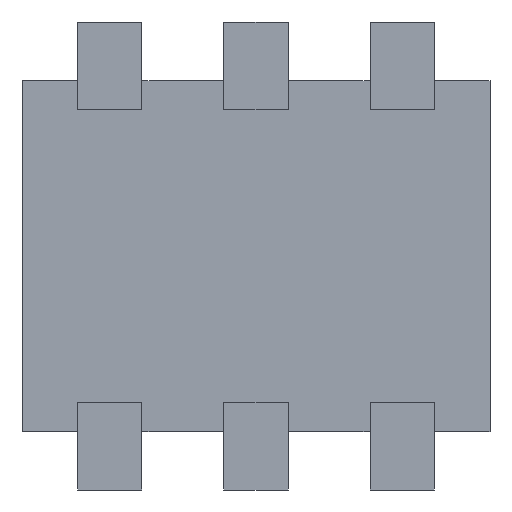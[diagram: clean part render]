
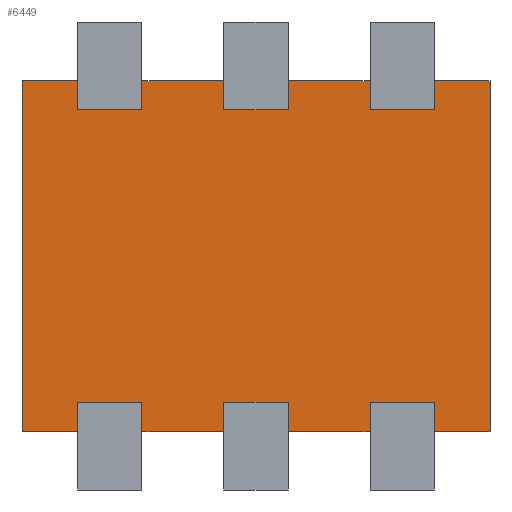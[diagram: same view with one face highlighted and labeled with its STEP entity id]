
A CAD part, front view. The second image highlights one B-rep face of the part: STEP entity #6449.
In plain terms, the highlighted planar face has unit normal (0, -1, 0).
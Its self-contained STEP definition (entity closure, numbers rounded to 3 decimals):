
#270=PLANE('',#6689);
#596=FACE_OUTER_BOUND('',#947,.T.);
#947=EDGE_LOOP('',(#5627,#5628,#5629,#5630,#5631,#5632,#5633,#5634,#5635,
#5636,#5637,#5638,#5639,#5640,#5641,#5642,#5643,#5644,#5645,#5646,#5647,
#5648,#5649,#5650,#5651,#5652,#5653,#5654));
#1409=LINE('',#11216,#1986);
#1413=LINE('',#11224,#1990);
#1418=LINE('',#11234,#1995);
#1426=LINE('',#11251,#2003);
#1430=LINE('',#11259,#2007);
#1435=LINE('',#11269,#2012);
#1443=LINE('',#11286,#2020);
#1447=LINE('',#11294,#2024);
#1452=LINE('',#11304,#2029);
#1460=LINE('',#11320,#2037);
#1463=LINE('',#11324,#2040);
#1464=LINE('',#11325,#2041);
#1465=LINE('',#11326,#2042);
#1466=LINE('',#11330,#2043);
#1470=LINE('',#11338,#2047);
#1475=LINE('',#11348,#2052);
#1483=LINE('',#11365,#2060);
#1487=LINE('',#11373,#2064);
#1492=LINE('',#11383,#2069);
#1500=LINE('',#11400,#2077);
#1504=LINE('',#11408,#2081);
#1509=LINE('',#11418,#2086);
#1517=LINE('',#11434,#2094);
#1520=LINE('',#11438,#2097);
#1521=LINE('',#11439,#2098);
#1522=LINE('',#11440,#2099);
#1523=LINE('',#11442,#2100);
#1524=LINE('',#11444,#2101);
#1986=VECTOR('',#7535,10.);
#1990=VECTOR('',#7541,10.);
#1995=VECTOR('',#7548,10.);
#2003=VECTOR('',#7564,10.);
#2007=VECTOR('',#7570,10.);
#2012=VECTOR('',#7577,10.);
#2020=VECTOR('',#7593,10.);
#2024=VECTOR('',#7599,10.);
#2029=VECTOR('',#7606,10.);
#2037=VECTOR('',#7622,10.);
#2040=VECTOR('',#7625,10.);
#2041=VECTOR('',#7626,10.);
#2042=VECTOR('',#7627,10.);
#2043=VECTOR('',#7630,10.);
#2047=VECTOR('',#7636,10.);
#2052=VECTOR('',#7643,10.);
#2060=VECTOR('',#7659,10.);
#2064=VECTOR('',#7665,10.);
#2069=VECTOR('',#7672,10.);
#2077=VECTOR('',#7688,10.);
#2081=VECTOR('',#7694,10.);
#2086=VECTOR('',#7701,10.);
#2094=VECTOR('',#7717,10.);
#2097=VECTOR('',#7720,10.);
#2098=VECTOR('',#7721,10.);
#2099=VECTOR('',#7722,10.);
#2100=VECTOR('',#7725,10.);
#2101=VECTOR('',#7728,10.);
#2882=VERTEX_POINT('',#11214);
#2883=VERTEX_POINT('',#11215);
#2886=VERTEX_POINT('',#11223);
#2890=VERTEX_POINT('',#11233);
#2894=VERTEX_POINT('',#11249);
#2895=VERTEX_POINT('',#11250);
#2898=VERTEX_POINT('',#11258);
#2902=VERTEX_POINT('',#11268);
#2906=VERTEX_POINT('',#11284);
#2907=VERTEX_POINT('',#11285);
#2910=VERTEX_POINT('',#11293);
#2914=VERTEX_POINT('',#11303);
#2918=VERTEX_POINT('',#11319);
#2919=VERTEX_POINT('',#11322);
#2920=VERTEX_POINT('',#11328);
#2921=VERTEX_POINT('',#11329);
#2924=VERTEX_POINT('',#11337);
#2928=VERTEX_POINT('',#11347);
#2932=VERTEX_POINT('',#11363);
#2933=VERTEX_POINT('',#11364);
#2936=VERTEX_POINT('',#11372);
#2940=VERTEX_POINT('',#11382);
#2944=VERTEX_POINT('',#11398);
#2945=VERTEX_POINT('',#11399);
#2948=VERTEX_POINT('',#11407);
#2952=VERTEX_POINT('',#11417);
#2956=VERTEX_POINT('',#11433);
#2957=VERTEX_POINT('',#11436);
#3741=EDGE_CURVE('',#2882,#2883,#1409,.T.);
#3745=EDGE_CURVE('',#2886,#2882,#1413,.T.);
#3750=EDGE_CURVE('',#2883,#2890,#1418,.T.);
#3758=EDGE_CURVE('',#2894,#2895,#1426,.T.);
#3762=EDGE_CURVE('',#2898,#2894,#1430,.T.);
#3767=EDGE_CURVE('',#2895,#2902,#1435,.T.);
#3775=EDGE_CURVE('',#2906,#2907,#1443,.T.);
#3779=EDGE_CURVE('',#2910,#2906,#1447,.T.);
#3784=EDGE_CURVE('',#2907,#2914,#1452,.T.);
#3792=EDGE_CURVE('',#2886,#2918,#1460,.T.);
#3795=EDGE_CURVE('',#2919,#2902,#1463,.T.);
#3796=EDGE_CURVE('',#2898,#2914,#1464,.T.);
#3797=EDGE_CURVE('',#2910,#2890,#1465,.T.);
#3798=EDGE_CURVE('',#2920,#2921,#1466,.T.);
#3802=EDGE_CURVE('',#2924,#2920,#1470,.T.);
#3807=EDGE_CURVE('',#2921,#2928,#1475,.T.);
#3815=EDGE_CURVE('',#2932,#2933,#1483,.T.);
#3819=EDGE_CURVE('',#2936,#2932,#1487,.T.);
#3824=EDGE_CURVE('',#2933,#2940,#1492,.T.);
#3832=EDGE_CURVE('',#2944,#2945,#1500,.T.);
#3836=EDGE_CURVE('',#2948,#2944,#1504,.T.);
#3841=EDGE_CURVE('',#2945,#2952,#1509,.T.);
#3849=EDGE_CURVE('',#2924,#2956,#1517,.T.);
#3852=EDGE_CURVE('',#2957,#2940,#1520,.T.);
#3853=EDGE_CURVE('',#2936,#2952,#1521,.T.);
#3854=EDGE_CURVE('',#2948,#2928,#1522,.T.);
#3855=EDGE_CURVE('',#2918,#2957,#1523,.T.);
#3856=EDGE_CURVE('',#2956,#2919,#1524,.T.);
#5627=ORIENTED_EDGE('',*,*,#3750,.T.);
#5628=ORIENTED_EDGE('',*,*,#3797,.F.);
#5629=ORIENTED_EDGE('',*,*,#3779,.T.);
#5630=ORIENTED_EDGE('',*,*,#3775,.T.);
#5631=ORIENTED_EDGE('',*,*,#3784,.T.);
#5632=ORIENTED_EDGE('',*,*,#3796,.F.);
#5633=ORIENTED_EDGE('',*,*,#3762,.T.);
#5634=ORIENTED_EDGE('',*,*,#3758,.T.);
#5635=ORIENTED_EDGE('',*,*,#3767,.T.);
#5636=ORIENTED_EDGE('',*,*,#3795,.F.);
#5637=ORIENTED_EDGE('',*,*,#3856,.F.);
#5638=ORIENTED_EDGE('',*,*,#3849,.F.);
#5639=ORIENTED_EDGE('',*,*,#3802,.T.);
#5640=ORIENTED_EDGE('',*,*,#3798,.T.);
#5641=ORIENTED_EDGE('',*,*,#3807,.T.);
#5642=ORIENTED_EDGE('',*,*,#3854,.F.);
#5643=ORIENTED_EDGE('',*,*,#3836,.T.);
#5644=ORIENTED_EDGE('',*,*,#3832,.T.);
#5645=ORIENTED_EDGE('',*,*,#3841,.T.);
#5646=ORIENTED_EDGE('',*,*,#3853,.F.);
#5647=ORIENTED_EDGE('',*,*,#3819,.T.);
#5648=ORIENTED_EDGE('',*,*,#3815,.T.);
#5649=ORIENTED_EDGE('',*,*,#3824,.T.);
#5650=ORIENTED_EDGE('',*,*,#3852,.F.);
#5651=ORIENTED_EDGE('',*,*,#3855,.F.);
#5652=ORIENTED_EDGE('',*,*,#3792,.F.);
#5653=ORIENTED_EDGE('',*,*,#3745,.T.);
#5654=ORIENTED_EDGE('',*,*,#3741,.T.);
#6449=ADVANCED_FACE('',(#596),#270,.F.);
#6689=AXIS2_PLACEMENT_3D('',#11446,#7731,#7732);
#7535=DIRECTION('',(1.,0.,0.));
#7541=DIRECTION('',(0.,0.,1.));
#7548=DIRECTION('',(0.,0.,-1.));
#7564=DIRECTION('',(1.,0.,0.));
#7570=DIRECTION('',(0.,0.,1.));
#7577=DIRECTION('',(0.,0.,-1.));
#7593=DIRECTION('',(1.,0.,0.));
#7599=DIRECTION('',(0.,0.,1.));
#7606=DIRECTION('',(0.,0.,-1.));
#7622=DIRECTION('',(-1.,0.,0.));
#7625=DIRECTION('',(-1.,0.,0.));
#7626=DIRECTION('',(-1.,0.,0.));
#7627=DIRECTION('',(-1.,0.,0.));
#7630=DIRECTION('',(-1.,0.,0.));
#7636=DIRECTION('',(0.,0.,-1.));
#7643=DIRECTION('',(0.,0.,1.));
#7659=DIRECTION('',(-1.,0.,0.));
#7665=DIRECTION('',(0.,0.,-1.));
#7672=DIRECTION('',(0.,0.,1.));
#7688=DIRECTION('',(-1.,0.,0.));
#7694=DIRECTION('',(0.,0.,-1.));
#7701=DIRECTION('',(0.,0.,1.));
#7717=DIRECTION('',(1.,0.,0.));
#7720=DIRECTION('',(1.,0.,0.));
#7721=DIRECTION('',(1.,0.,0.));
#7722=DIRECTION('',(1.,0.,0.));
#7725=DIRECTION('',(0.,0.,1.));
#7728=DIRECTION('',(0.,0.,-1.));
#7731=DIRECTION('center_axis',(0.,1.,0.));
#7732=DIRECTION('ref_axis',(0.,0.,1.));
#11214=CARTESIAN_POINT('',(-0.61,0.02,-0.5));
#11215=CARTESIAN_POINT('',(-0.39,0.02,-0.5));
#11216=CARTESIAN_POINT('',(-0.305,0.02,-0.5));
#11223=CARTESIAN_POINT('',(-0.61,0.02,-0.6));
#11224=CARTESIAN_POINT('',(-0.61,0.02,-0.4));
#11233=CARTESIAN_POINT('',(-0.39,0.02,-0.6));
#11234=CARTESIAN_POINT('',(-0.39,0.02,-0.25));
#11249=CARTESIAN_POINT('',(0.39,0.02,-0.5));
#11250=CARTESIAN_POINT('',(0.61,0.02,-0.5));
#11251=CARTESIAN_POINT('',(0.195,0.02,-0.5));
#11258=CARTESIAN_POINT('',(0.39,0.02,-0.6));
#11259=CARTESIAN_POINT('',(0.39,0.02,-0.4));
#11268=CARTESIAN_POINT('',(0.61,0.02,-0.6));
#11269=CARTESIAN_POINT('',(0.61,0.02,-0.25));
#11284=CARTESIAN_POINT('',(-0.11,0.02,-0.5));
#11285=CARTESIAN_POINT('',(0.11,0.02,-0.5));
#11286=CARTESIAN_POINT('',(-0.055,0.02,-0.5));
#11293=CARTESIAN_POINT('',(-0.11,0.02,-0.6));
#11294=CARTESIAN_POINT('',(-0.11,0.02,-0.4));
#11303=CARTESIAN_POINT('',(0.11,0.02,-0.6));
#11304=CARTESIAN_POINT('',(0.11,0.02,-0.25));
#11319=CARTESIAN_POINT('',(-0.8,0.02,-0.6));
#11320=CARTESIAN_POINT('',(0.8,0.02,-0.6));
#11322=CARTESIAN_POINT('',(0.8,0.02,-0.6));
#11324=CARTESIAN_POINT('',(0.8,0.02,-0.6));
#11325=CARTESIAN_POINT('',(0.8,0.02,-0.6));
#11326=CARTESIAN_POINT('',(0.8,0.02,-0.6));
#11328=CARTESIAN_POINT('',(0.61,0.02,0.5));
#11329=CARTESIAN_POINT('',(0.39,0.02,0.5));
#11330=CARTESIAN_POINT('',(0.305,0.02,0.5));
#11337=CARTESIAN_POINT('',(0.61,0.02,0.6));
#11338=CARTESIAN_POINT('',(0.61,0.02,0.4));
#11347=CARTESIAN_POINT('',(0.39,0.02,0.6));
#11348=CARTESIAN_POINT('',(0.39,0.02,0.25));
#11363=CARTESIAN_POINT('',(-0.39,0.02,0.5));
#11364=CARTESIAN_POINT('',(-0.61,0.02,0.5));
#11365=CARTESIAN_POINT('',(-0.195,0.02,0.5));
#11372=CARTESIAN_POINT('',(-0.39,0.02,0.6));
#11373=CARTESIAN_POINT('',(-0.39,0.02,0.4));
#11382=CARTESIAN_POINT('',(-0.61,0.02,0.6));
#11383=CARTESIAN_POINT('',(-0.61,0.02,0.25));
#11398=CARTESIAN_POINT('',(0.11,0.02,0.5));
#11399=CARTESIAN_POINT('',(-0.11,0.02,0.5));
#11400=CARTESIAN_POINT('',(0.055,0.02,0.5));
#11407=CARTESIAN_POINT('',(0.11,0.02,0.6));
#11408=CARTESIAN_POINT('',(0.11,0.02,0.4));
#11417=CARTESIAN_POINT('',(-0.11,0.02,0.6));
#11418=CARTESIAN_POINT('',(-0.11,0.02,0.25));
#11433=CARTESIAN_POINT('',(0.8,0.02,0.6));
#11434=CARTESIAN_POINT('',(-0.8,0.02,0.6));
#11436=CARTESIAN_POINT('',(-0.8,0.02,0.6));
#11438=CARTESIAN_POINT('',(-0.8,0.02,0.6));
#11439=CARTESIAN_POINT('',(-0.8,0.02,0.6));
#11440=CARTESIAN_POINT('',(-0.8,0.02,0.6));
#11442=CARTESIAN_POINT('',(-0.8,0.02,-0.6));
#11444=CARTESIAN_POINT('',(0.8,0.02,0.6));
#11446=CARTESIAN_POINT('Origin',(0.,0.02,0.));
